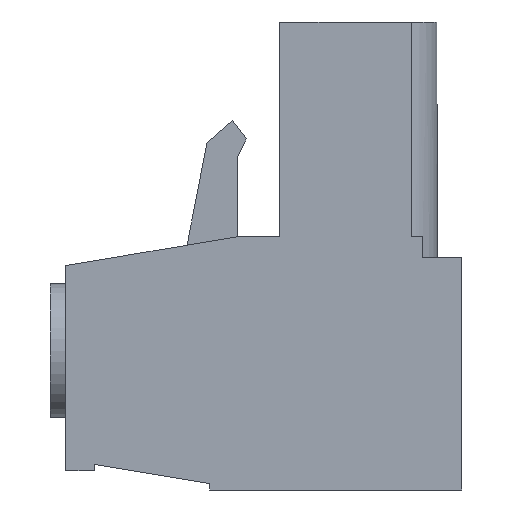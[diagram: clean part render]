
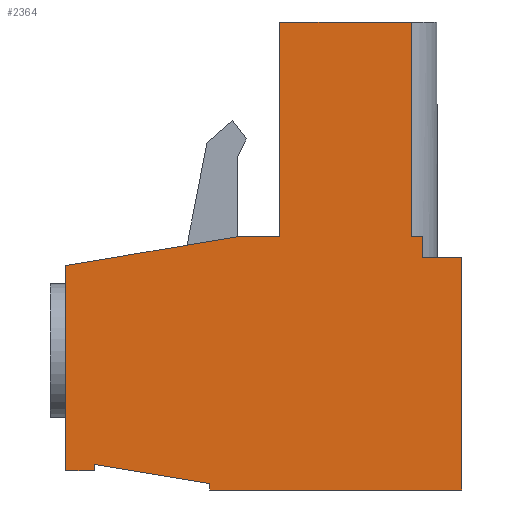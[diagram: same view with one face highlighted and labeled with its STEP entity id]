
A CAD part, left-side view. The second image highlights one B-rep face of the part: STEP entity #2364.
In plain terms, the highlighted planar face has unit normal (-1, 0, 0).
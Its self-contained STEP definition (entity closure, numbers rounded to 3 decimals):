
#17 = CARTESIAN_POINT ( 'NONE',  ( 0., 1.5, 9.85 ) ) ;
#81 = VECTOR ( 'NONE', #1716, 1000. ) ;
#91 = EDGE_CURVE ( 'NONE', #1797, #3548, #3100, .T. ) ;
#119 = CARTESIAN_POINT ( 'NONE',  ( 0., 8.55, 9.85 ) ) ;
#138 = ORIENTED_EDGE ( 'NONE', *, *, #935, .F. ) ;
#146 = ORIENTED_EDGE ( 'NONE', *, *, #2740, .F. ) ;
#158 = LINE ( 'NONE', #3609, #1832 ) ;
#182 = LINE ( 'NONE', #1488, #81 ) ;
#218 = DIRECTION ( 'NONE',  ( 0., 0., 1. ) ) ;
#219 = DIRECTION ( 'NONE',  ( 0., 0., 1. ) ) ;
#238 = ORIENTED_EDGE ( 'NONE', *, *, #1551, .F. ) ;
#265 = CARTESIAN_POINT ( 'NONE',  ( 0., 15.35, 0.75 ) ) ;
#287 = CARTESIAN_POINT ( 'NONE',  ( 0., 15.35, 8.7 ) ) ;
#418 = EDGE_CURVE ( 'NONE', #2794, #2354, #856, .T. ) ;
#515 = CARTESIAN_POINT ( 'NONE',  ( 0., 14.25, 0.75 ) ) ;
#614 = VERTEX_POINT ( 'NONE', #2362 ) ;
#666 = ORIENTED_EDGE ( 'NONE', *, *, #418, .F. ) ;
#670 = CARTESIAN_POINT ( 'NONE',  ( 0., 0., 0. ) ) ;
#702 = DIRECTION ( 'NONE',  ( 0., 0., 1. ) ) ;
#729 = VECTOR ( 'NONE', #1131, 1000. ) ;
#730 = CARTESIAN_POINT ( 'NONE',  ( 0., 15.35, 8.7 ) ) ;
#762 = ORIENTED_EDGE ( 'NONE', *, *, #4025, .F. ) ;
#790 = VECTOR ( 'NONE', #3474, 1000. ) ;
#829 = LINE ( 'NONE', #4076, #2628 ) ;
#838 = VERTEX_POINT ( 'NONE', #1198 ) ;
#841 = EDGE_CURVE ( 'NONE', #3988, #1799, #182, .T. ) ;
#856 = LINE ( 'NONE', #265, #4156 ) ;
#871 = CARTESIAN_POINT ( 'NONE',  ( 0., 15.35, 0.75 ) ) ;
#935 = EDGE_CURVE ( 'NONE', #3652, #2139, #4053, .T. ) ;
#1052 = EDGE_CURVE ( 'NONE', #2181, #2794, #158, .T. ) ;
#1066 = CARTESIAN_POINT ( 'NONE',  ( 0., 9.77, 0.25 ) ) ;
#1082 = ORIENTED_EDGE ( 'NONE', *, *, #1052, .F. ) ;
#1131 = DIRECTION ( 'NONE',  ( 0., 0., -1. ) ) ;
#1142 = EDGE_CURVE ( 'NONE', #2139, #4256, #2418, .T. ) ;
#1198 = CARTESIAN_POINT ( 'NONE',  ( 0., 7.05, 18.15 ) ) ;
#1206 = VERTEX_POINT ( 'NONE', #670 ) ;
#1242 = VERTEX_POINT ( 'NONE', #287 ) ;
#1297 = EDGE_CURVE ( 'NONE', #838, #3652, #1882, .T. ) ;
#1316 = VECTOR ( 'NONE', #218, 1000. ) ;
#1386 = ORIENTED_EDGE ( 'NONE', *, *, #1577, .F. ) ;
#1394 = CARTESIAN_POINT ( 'NONE',  ( 0., 0., 0. ) ) ;
#1400 = CARTESIAN_POINT ( 'NONE',  ( 0., 7.05, 18.15 ) ) ;
#1488 = CARTESIAN_POINT ( 'NONE',  ( 0., 7.05, 9.85 ) ) ;
#1490 = CARTESIAN_POINT ( 'NONE',  ( 0., 9.77, 0. ) ) ;
#1535 = CARTESIAN_POINT ( 'NONE',  ( 0., 7.05, 9.85 ) ) ;
#1549 = CARTESIAN_POINT ( 'NONE',  ( 0., 9.77, 0. ) ) ;
#1551 = EDGE_CURVE ( 'NONE', #4256, #614, #829, .T. ) ;
#1568 = CARTESIAN_POINT ( 'NONE',  ( 0., 8.55, 9.85 ) ) ;
#1577 = EDGE_CURVE ( 'NONE', #2624, #1206, #2733, .T. ) ;
#1633 = DIRECTION ( 'NONE',  ( 0., -1., 0. ) ) ;
#1657 = VECTOR ( 'NONE', #3719, 1000. ) ;
#1677 = EDGE_CURVE ( 'NONE', #614, #2624, #1992, .T. ) ;
#1714 = FACE_OUTER_BOUND ( 'NONE', #1934, .T. ) ;
#1715 = VECTOR ( 'NONE', #2075, 1000. ) ;
#1716 = DIRECTION ( 'NONE',  ( 0., -1., 0. ) ) ;
#1720 = ORIENTED_EDGE ( 'NONE', *, *, #2432, .F. ) ;
#1738 = LINE ( 'NONE', #1998, #3486 ) ;
#1797 = VERTEX_POINT ( 'NONE', #1549 ) ;
#1799 = VERTEX_POINT ( 'NONE', #1535 ) ;
#1802 = CARTESIAN_POINT ( 'NONE',  ( 0., 1.5, 9.85 ) ) ;
#1832 = VECTOR ( 'NONE', #3204, 1000. ) ;
#1875 = ORIENTED_EDGE ( 'NONE', *, *, #3516, .F. ) ;
#1882 = LINE ( 'NONE', #1984, #3627 ) ;
#1914 = ORIENTED_EDGE ( 'NONE', *, *, #1677, .F. ) ;
#1934 = EDGE_LOOP ( 'NONE', ( #762, #1386, #1914, #238, #4184, #138, #2500, #1875, #3675, #1720, #146, #666, #1082, #4165, #3329 ) ) ;
#1984 = CARTESIAN_POINT ( 'NONE',  ( 0., 1.95, 18.15 ) ) ;
#1992 = LINE ( 'NONE', #3811, #3625 ) ;
#1998 = CARTESIAN_POINT ( 'NONE',  ( 0., 9.77, 0.25 ) ) ;
#2075 = DIRECTION ( 'NONE',  ( 0., 0., 1. ) ) ;
#2137 = CARTESIAN_POINT ( 'NONE',  ( 0., 0., 0. ) ) ;
#2139 = VERTEX_POINT ( 'NONE', #2694 ) ;
#2181 = VERTEX_POINT ( 'NONE', #4039 ) ;
#2354 = VERTEX_POINT ( 'NONE', #871 ) ;
#2362 = CARTESIAN_POINT ( 'NONE',  ( 0., 1.5, 9. ) ) ;
#2364 = ADVANCED_FACE ( 'NONE', ( #1714 ), #3690, .T. ) ;
#2367 = CARTESIAN_POINT ( 'NONE',  ( 0., 9.77, 0. ) ) ;
#2392 = LINE ( 'NONE', #1568, #4011 ) ;
#2418 = LINE ( 'NONE', #1802, #4031 ) ;
#2432 = EDGE_CURVE ( 'NONE', #1242, #3988, #2392, .T. ) ;
#2500 = ORIENTED_EDGE ( 'NONE', *, *, #1297, .F. ) ;
#2520 = CARTESIAN_POINT ( 'NONE',  ( 0., 1.95, 18.15 ) ) ;
#2624 = VERTEX_POINT ( 'NONE', #3876 ) ;
#2628 = VECTOR ( 'NONE', #3767, 1000. ) ;
#2664 = AXIS2_PLACEMENT_3D ( 'NONE', #1394, #4017, #219 ) ;
#2694 = CARTESIAN_POINT ( 'NONE',  ( 0., 1.95, 9.85 ) ) ;
#2733 = LINE ( 'NONE', #2137, #729 ) ;
#2740 = EDGE_CURVE ( 'NONE', #2354, #1242, #3151, .T. ) ;
#2794 = VERTEX_POINT ( 'NONE', #515 ) ;
#2802 = DIRECTION ( 'NONE',  ( 0., -1., 0. ) ) ;
#3058 = VECTOR ( 'NONE', #702, 1000. ) ;
#3100 = LINE ( 'NONE', #2367, #1316 ) ;
#3151 = LINE ( 'NONE', #730, #3058 ) ;
#3204 = DIRECTION ( 'NONE',  ( 0., 0., -1. ) ) ;
#3271 = DIRECTION ( 'NONE',  ( 0., 1., 0. ) ) ;
#3329 = ORIENTED_EDGE ( 'NONE', *, *, #91, .F. ) ;
#3342 = DIRECTION ( 'NONE',  ( 0., -0.986, 0.167 ) ) ;
#3372 = LINE ( 'NONE', #1400, #1715 ) ;
#3406 = CARTESIAN_POINT ( 'NONE',  ( 0., 1.95, 9.85 ) ) ;
#3439 = LINE ( 'NONE', #1490, #790 ) ;
#3474 = DIRECTION ( 'NONE',  ( 0., 1., 0. ) ) ;
#3486 = VECTOR ( 'NONE', #4275, 1000. ) ;
#3516 = EDGE_CURVE ( 'NONE', #1799, #838, #3372, .T. ) ;
#3548 = VERTEX_POINT ( 'NONE', #1066 ) ;
#3609 = CARTESIAN_POINT ( 'NONE',  ( 0., 14.25, 0.75 ) ) ;
#3625 = VECTOR ( 'NONE', #3770, 1000. ) ;
#3627 = VECTOR ( 'NONE', #1633, 1000. ) ;
#3652 = VERTEX_POINT ( 'NONE', #2520 ) ;
#3675 = ORIENTED_EDGE ( 'NONE', *, *, #841, .F. ) ;
#3690 = PLANE ( 'NONE',  #2664 ) ;
#3719 = DIRECTION ( 'NONE',  ( 0., 0., -1. ) ) ;
#3767 = DIRECTION ( 'NONE',  ( 0., 0., -1. ) ) ;
#3770 = DIRECTION ( 'NONE',  ( 0., -1., 0. ) ) ;
#3811 = CARTESIAN_POINT ( 'NONE',  ( 0., 0., 9. ) ) ;
#3876 = CARTESIAN_POINT ( 'NONE',  ( 0., 0., 9. ) ) ;
#3988 = VERTEX_POINT ( 'NONE', #119 ) ;
#4011 = VECTOR ( 'NONE', #3342, 1000. ) ;
#4017 = DIRECTION ( 'NONE',  ( -1., 0., 0. ) ) ;
#4025 = EDGE_CURVE ( 'NONE', #1206, #1797, #3439, .T. ) ;
#4031 = VECTOR ( 'NONE', #2802, 1000. ) ;
#4039 = CARTESIAN_POINT ( 'NONE',  ( 0., 14.25, 0.99 ) ) ;
#4053 = LINE ( 'NONE', #3406, #1657 ) ;
#4076 = CARTESIAN_POINT ( 'NONE',  ( 0., 1.5, 9. ) ) ;
#4156 = VECTOR ( 'NONE', #3271, 1000. ) ;
#4165 = ORIENTED_EDGE ( 'NONE', *, *, #4220, .F. ) ;
#4184 = ORIENTED_EDGE ( 'NONE', *, *, #1142, .F. ) ;
#4220 = EDGE_CURVE ( 'NONE', #3548, #2181, #1738, .T. ) ;
#4256 = VERTEX_POINT ( 'NONE', #17 ) ;
#4275 = DIRECTION ( 'NONE',  ( 0., 0.987, 0.163 ) ) ;
